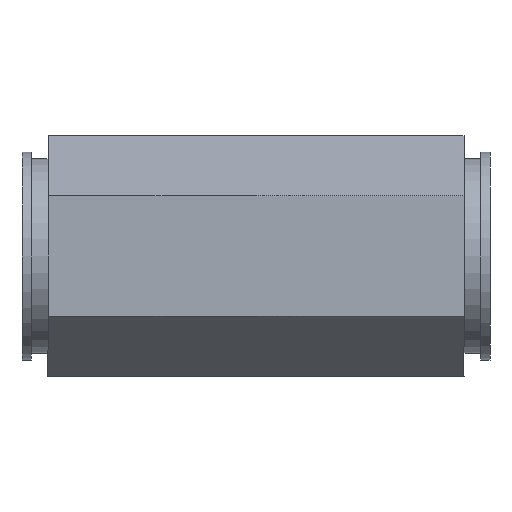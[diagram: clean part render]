
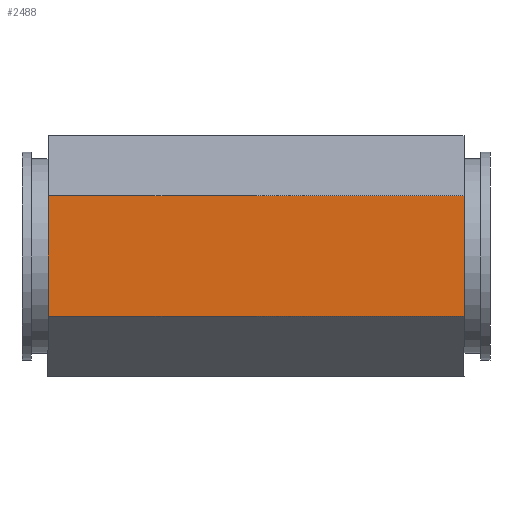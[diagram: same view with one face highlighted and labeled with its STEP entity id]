
A CAD part, front view. The second image highlights one B-rep face of the part: STEP entity #2488.
In plain terms, the highlighted planar face has unit normal (0, -1, 0).
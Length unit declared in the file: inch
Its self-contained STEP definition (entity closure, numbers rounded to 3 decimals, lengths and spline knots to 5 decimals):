
#45 = VECTOR ( 'NONE', #2744, 39.37008 ) ;
#157 = PLANE ( 'NONE',  #2647 ) ;
#245 = DIRECTION ( 'NONE',  ( -1., 0., 0. ) ) ;
#265 = CARTESIAN_POINT ( 'NONE',  ( -0.5, -0.25, 0.14434 ) ) ;
#376 = VERTEX_POINT ( 'NONE', #1136 ) ;
#441 = EDGE_CURVE ( 'NONE', #1480, #376, #1180, .T. ) ;
#453 = EDGE_CURVE ( 'NONE', #1856, #376, #1282, .T. ) ;
#665 = LINE ( 'NONE', #2378, #1220 ) ;
#679 = LINE ( 'NONE', #1828, #2390 ) ;
#812 = VECTOR ( 'NONE', #245, 39.37008 ) ;
#826 = CARTESIAN_POINT ( 'NONE',  ( -0.5, -0.25, 0.14434 ) ) ;
#1111 = CARTESIAN_POINT ( 'NONE',  ( 0.5625, -0.25, 0.14434 ) ) ;
#1136 = CARTESIAN_POINT ( 'NONE',  ( -0.5, -0.25, -0.14434 ) ) ;
#1180 = LINE ( 'NONE', #265, #45 ) ;
#1210 = EDGE_CURVE ( 'NONE', #1227, #1856, #665, .T. ) ;
#1220 = VECTOR ( 'NONE', #1305, 39.37008 ) ;
#1227 = VERTEX_POINT ( 'NONE', #2551 ) ;
#1231 = CARTESIAN_POINT ( 'NONE',  ( 0.5625, -0.25, -0.14434 ) ) ;
#1282 = LINE ( 'NONE', #1231, #812 ) ;
#1305 = DIRECTION ( 'NONE',  ( 0., 0., -1. ) ) ;
#1480 = VERTEX_POINT ( 'NONE', #826 ) ;
#1567 = DIRECTION ( 'NONE',  ( -1., 0., 0. ) ) ;
#1610 = ORIENTED_EDGE ( 'NONE', *, *, #1210, .F. ) ;
#1714 = EDGE_LOOP ( 'NONE', ( #2681, #1759, #2316, #1610 ) ) ;
#1759 = ORIENTED_EDGE ( 'NONE', *, *, #441, .T. ) ;
#1828 = CARTESIAN_POINT ( 'NONE',  ( 0.5625, -0.25, 0.14434 ) ) ;
#1856 = VERTEX_POINT ( 'NONE', #2079 ) ;
#1887 = DIRECTION ( 'NONE',  ( 0., 0., 1. ) ) ;
#1988 = EDGE_CURVE ( 'NONE', #1227, #1480, #679, .T. ) ;
#2079 = CARTESIAN_POINT ( 'NONE',  ( 0.5, -0.25, -0.14434 ) ) ;
#2316 = ORIENTED_EDGE ( 'NONE', *, *, #453, .F. ) ;
#2368 = DIRECTION ( 'NONE',  ( 0., 1., 0. ) ) ;
#2378 = CARTESIAN_POINT ( 'NONE',  ( 0.5, -0.25, 0.14434 ) ) ;
#2390 = VECTOR ( 'NONE', #1567, 39.37008 ) ;
#2488 = ADVANCED_FACE ( 'NONE', ( #2938 ), #157, .F. ) ;
#2551 = CARTESIAN_POINT ( 'NONE',  ( 0.5, -0.25, 0.14434 ) ) ;
#2647 = AXIS2_PLACEMENT_3D ( 'NONE', #1111, #2368, #1887 ) ;
#2681 = ORIENTED_EDGE ( 'NONE', *, *, #1988, .T. ) ;
#2744 = DIRECTION ( 'NONE',  ( 0., 0., -1. ) ) ;
#2938 = FACE_OUTER_BOUND ( 'NONE', #1714, .T. ) ;
